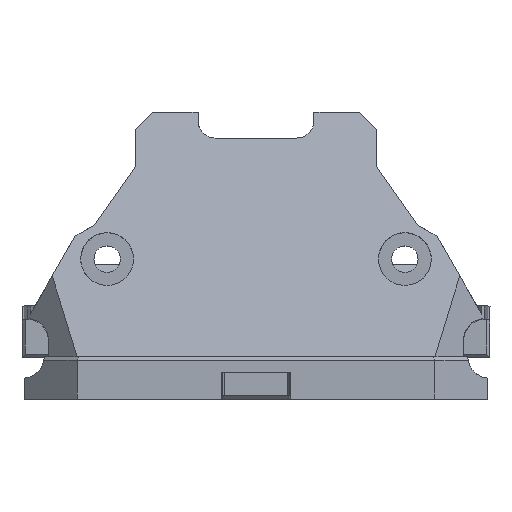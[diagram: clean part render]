
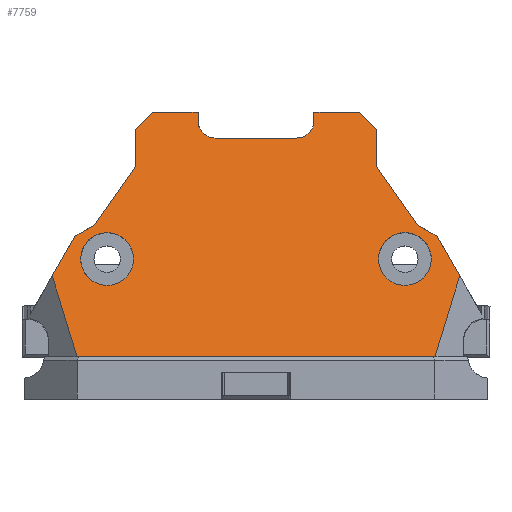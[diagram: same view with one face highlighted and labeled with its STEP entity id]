
A CAD part, top view. The second image highlights one B-rep face of the part: STEP entity #7759.
In plain terms, the highlighted face is planar.
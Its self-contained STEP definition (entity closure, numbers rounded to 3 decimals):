
#231=FACE_BOUND('',#701,.T.);
#232=FACE_BOUND('',#702,.T.);
#276=FACE_OUTER_BOUND('',#700,.T.);
#700=EDGE_LOOP('',(#5101,#5102,#5103,#5104,#5105,#5106,#5107,#5108,#5109,
#5110,#5111,#5112,#5113,#5114,#5115,#5116,#5117,#5118,#5119,#5120));
#701=EDGE_LOOP('',(#5121));
#702=EDGE_LOOP('',(#5122));
#1169=ELLIPSE('',#8189,2.091,2.);
#1170=ELLIPSE('',#8190,2.091,2.);
#1171=ELLIPSE('',#8191,3.242,3.1);
#1172=ELLIPSE('',#8192,3.242,3.1);
#1224=LINE('',#10920,#2210);
#1225=LINE('',#10922,#2211);
#1226=LINE('',#10924,#2212);
#1227=LINE('',#10926,#2213);
#1228=LINE('',#10928,#2214);
#1229=LINE('',#10930,#2215);
#1230=LINE('',#10932,#2216);
#1231=LINE('',#10936,#2217);
#1232=LINE('',#10940,#2218);
#1233=LINE('',#10942,#2219);
#1234=LINE('',#10944,#2220);
#1235=LINE('',#10946,#2221);
#1236=LINE('',#10948,#2222);
#1237=LINE('',#10950,#2223);
#1238=LINE('',#10952,#2224);
#1239=LINE('',#10954,#2225);
#1240=LINE('',#10956,#2226);
#1241=LINE('',#10957,#2227);
#2210=VECTOR('',#8774,10.);
#2211=VECTOR('',#8775,10.);
#2212=VECTOR('',#8776,10.);
#2213=VECTOR('',#8777,10.);
#2214=VECTOR('',#8778,10.);
#2215=VECTOR('',#8779,10.);
#2216=VECTOR('',#8780,10.);
#2217=VECTOR('',#8783,10.);
#2218=VECTOR('',#8786,10.);
#2219=VECTOR('',#8787,10.);
#2220=VECTOR('',#8788,10.);
#2221=VECTOR('',#8789,10.);
#2222=VECTOR('',#8790,10.);
#2223=VECTOR('',#8791,10.);
#2224=VECTOR('',#8792,10.);
#2225=VECTOR('',#8793,10.);
#2226=VECTOR('',#8794,10.);
#2227=VECTOR('',#8795,10.);
#3196=VERTEX_POINT('',#10918);
#3197=VERTEX_POINT('',#10919);
#3198=VERTEX_POINT('',#10921);
#3199=VERTEX_POINT('',#10923);
#3200=VERTEX_POINT('',#10925);
#3201=VERTEX_POINT('',#10927);
#3202=VERTEX_POINT('',#10929);
#3203=VERTEX_POINT('',#10931);
#3204=VERTEX_POINT('',#10933);
#3205=VERTEX_POINT('',#10935);
#3206=VERTEX_POINT('',#10937);
#3207=VERTEX_POINT('',#10939);
#3208=VERTEX_POINT('',#10941);
#3209=VERTEX_POINT('',#10943);
#3210=VERTEX_POINT('',#10945);
#3211=VERTEX_POINT('',#10947);
#3212=VERTEX_POINT('',#10949);
#3213=VERTEX_POINT('',#10951);
#3214=VERTEX_POINT('',#10953);
#3215=VERTEX_POINT('',#10955);
#3216=VERTEX_POINT('',#10958);
#3217=VERTEX_POINT('',#10960);
#3948=EDGE_CURVE('',#3196,#3197,#1224,.T.);
#3949=EDGE_CURVE('',#3198,#3196,#1225,.T.);
#3950=EDGE_CURVE('',#3198,#3199,#1226,.T.);
#3951=EDGE_CURVE('',#3199,#3200,#1227,.T.);
#3952=EDGE_CURVE('',#3200,#3201,#1228,.T.);
#3953=EDGE_CURVE('',#3201,#3202,#1229,.T.);
#3954=EDGE_CURVE('',#3202,#3203,#1230,.T.);
#3955=EDGE_CURVE('',#3203,#3204,#1169,.T.);
#3956=EDGE_CURVE('',#3205,#3204,#1231,.F.);
#3957=EDGE_CURVE('',#3206,#3205,#1170,.F.);
#3958=EDGE_CURVE('',#3207,#3206,#1232,.F.);
#3959=EDGE_CURVE('',#3208,#3207,#1233,.F.);
#3960=EDGE_CURVE('',#3209,#3208,#1234,.F.);
#3961=EDGE_CURVE('',#3210,#3209,#1235,.F.);
#3962=EDGE_CURVE('',#3211,#3210,#1236,.F.);
#3963=EDGE_CURVE('',#3211,#3212,#1237,.T.);
#3964=EDGE_CURVE('',#3213,#3212,#1238,.T.);
#3965=EDGE_CURVE('',#3213,#3214,#1239,.F.);
#3966=EDGE_CURVE('',#3214,#3215,#1240,.T.);
#3967=EDGE_CURVE('',#3197,#3215,#1241,.T.);
#3968=EDGE_CURVE('',#3216,#3216,#1171,.F.);
#3969=EDGE_CURVE('',#3217,#3217,#1172,.T.);
#5101=ORIENTED_EDGE('',*,*,#3948,.F.);
#5102=ORIENTED_EDGE('',*,*,#3949,.F.);
#5103=ORIENTED_EDGE('',*,*,#3950,.T.);
#5104=ORIENTED_EDGE('',*,*,#3951,.T.);
#5105=ORIENTED_EDGE('',*,*,#3952,.T.);
#5106=ORIENTED_EDGE('',*,*,#3953,.T.);
#5107=ORIENTED_EDGE('',*,*,#3954,.T.);
#5108=ORIENTED_EDGE('',*,*,#3955,.T.);
#5109=ORIENTED_EDGE('',*,*,#3956,.F.);
#5110=ORIENTED_EDGE('',*,*,#3957,.F.);
#5111=ORIENTED_EDGE('',*,*,#3958,.F.);
#5112=ORIENTED_EDGE('',*,*,#3959,.F.);
#5113=ORIENTED_EDGE('',*,*,#3960,.F.);
#5114=ORIENTED_EDGE('',*,*,#3961,.F.);
#5115=ORIENTED_EDGE('',*,*,#3962,.F.);
#5116=ORIENTED_EDGE('',*,*,#3963,.T.);
#5117=ORIENTED_EDGE('',*,*,#3964,.F.);
#5118=ORIENTED_EDGE('',*,*,#3965,.T.);
#5119=ORIENTED_EDGE('',*,*,#3966,.T.);
#5120=ORIENTED_EDGE('',*,*,#3967,.F.);
#5121=ORIENTED_EDGE('',*,*,#3968,.F.);
#5122=ORIENTED_EDGE('',*,*,#3969,.T.);
#7407=PLANE('',#8188);
#7759=ADVANCED_FACE('',(#276,#231,#232),#7407,.T.);
#8188=AXIS2_PLACEMENT_3D('',#10917,#8772,#8773);
#8189=AXIS2_PLACEMENT_3D('',#10934,#8781,#8782);
#8190=AXIS2_PLACEMENT_3D('',#10938,#8784,#8785);
#8191=AXIS2_PLACEMENT_3D('',#10959,#8796,#8797);
#8192=AXIS2_PLACEMENT_3D('',#10961,#8798,#8799);
#8772=DIRECTION('center_axis',(0.,-0.956,
0.292));
#8773=DIRECTION('ref_axis',(1.,0.,0.));
#8774=DIRECTION('',(0.48,-0.257,-0.839));
#8775=DIRECTION('',(0.855,-0.152,-0.496));
#8776=DIRECTION('',(-0.556,0.243,0.795));
#8777=DIRECTION('',(0.,0.292,0.956));
#8778=DIRECTION('',(-0.691,0.211,0.691));
#8779=DIRECTION('',(-1.,0.,0.));
#8780=DIRECTION('',(0.,-0.292,-0.956));
#8781=DIRECTION('center_axis',(0.,0.956,
-0.292));
#8782=DIRECTION('ref_axis',(0.,-0.292,-0.956));
#8783=DIRECTION('',(-1.,0.,0.));
#8784=DIRECTION('center_axis',(0.,0.956,
-0.292));
#8785=DIRECTION('ref_axis',(0.,-0.292,-0.956));
#8786=DIRECTION('',(0.,0.292,0.956));
#8787=DIRECTION('',(-1.,0.,0.));
#8788=DIRECTION('',(-0.691,-0.211,-0.691));
#8789=DIRECTION('',(0.,-0.292,-0.956));
#8790=DIRECTION('',(-0.556,-0.243,-0.795));
#8791=DIRECTION('',(-0.855,-0.152,-0.496));
#8792=DIRECTION('',(0.48,0.257,0.839));
#8793=DIRECTION('',(-0.281,0.281,0.918));
#8794=DIRECTION('',(1.,0.,0.));
#8795=DIRECTION('',(-0.281,-0.281,-0.918));
#8796=DIRECTION('center_axis',(0.,0.956,
-0.292));
#8797=DIRECTION('ref_axis',(0.,0.292,0.956));
#8798=DIRECTION('center_axis',(0.,0.956,
-0.292));
#8799=DIRECTION('ref_axis',(0.,0.292,0.956));
#10917=CARTESIAN_POINT('Origin',(-13.5,-161.501,77.131));
#10918=CARTESIAN_POINT('',(21.292,-155.71,96.072));
#10919=CARTESIAN_POINT('',(23.945,-157.129,91.429));
#10920=CARTESIAN_POINT('',(18.782,-154.367,100.464));
#10921=CARTESIAN_POINT('',(18.949,-155.294,97.432));
#10922=CARTESIAN_POINT('',(10.296,-153.759,102.453));
#10923=CARTESIAN_POINT('',(14.139,-153.194,104.301));
#10924=CARTESIAN_POINT('',(18.463,-155.082,98.126));
#10925=CARTESIAN_POINT('',(14.139,-151.868,108.636));
#10926=CARTESIAN_POINT('',(14.139,-157.284,90.924));
#10927=CARTESIAN_POINT('',(12.139,-151.257,110.636));
#10928=CARTESIAN_POINT('',(15.754,-152.362,107.022));
#10929=CARTESIAN_POINT('',(6.812,-151.257,110.636));
#10930=CARTESIAN_POINT('',(-0.68,-151.257,110.636));
#10931=CARTESIAN_POINT('',(6.812,-151.565,109.63));
#10932=CARTESIAN_POINT('',(6.812,-156.398,93.821));
#10933=CARTESIAN_POINT('',(4.812,-152.176,107.63));
#10934=CARTESIAN_POINT('Origin',(4.812,-151.565,109.63));
#10935=CARTESIAN_POINT('',(-4.811,-152.176,107.63));
#10936=CARTESIAN_POINT('',(-4.344,-152.176,107.63));
#10937=CARTESIAN_POINT('',(-6.811,-151.565,109.63));
#10938=CARTESIAN_POINT('Origin',(-4.811,-151.565,109.63));
#10939=CARTESIAN_POINT('',(-6.811,-151.257,110.636));
#10940=CARTESIAN_POINT('',(-6.811,-156.398,93.821));
#10941=CARTESIAN_POINT('',(-12.138,-151.257,110.636));
#10942=CARTESIAN_POINT('',(-12.819,-151.257,110.636));
#10943=CARTESIAN_POINT('',(-14.138,-151.868,108.636));
#10944=CARTESIAN_POINT('',(-22.202,-154.334,100.573));
#10945=CARTESIAN_POINT('',(-14.138,-153.194,104.301));
#10946=CARTESIAN_POINT('',(-14.138,-157.284,90.924));
#10947=CARTESIAN_POINT('',(-18.948,-155.294,97.432));
#10948=CARTESIAN_POINT('',(-22.641,-156.907,92.158));
#10949=CARTESIAN_POINT('',(-21.291,-155.71,96.072));
#10950=CARTESIAN_POINT('',(-20.162,-155.509,96.727));
#10951=CARTESIAN_POINT('',(-23.944,-157.129,91.429));
#10952=CARTESIAN_POINT('',(-21.886,-156.028,95.032));
#10953=CARTESIAN_POINT('',(-21.028,-160.039,81.912));
#10954=CARTESIAN_POINT('',(-23.259,-157.813,89.192));
#10955=CARTESIAN_POINT('',(21.029,-160.039,81.912));
#10956=CARTESIAN_POINT('',(-7.09,-160.039,81.912));
#10957=CARTESIAN_POINT('',(22.192,-158.879,85.708));
#10958=CARTESIAN_POINT('',(-14.399,-156.524,93.41));
#10959=CARTESIAN_POINT('Origin',(-17.499,-156.524,93.41));
#10960=CARTESIAN_POINT('',(14.4,-156.524,93.41));
#10961=CARTESIAN_POINT('Origin',(17.5,-156.524,93.41));
